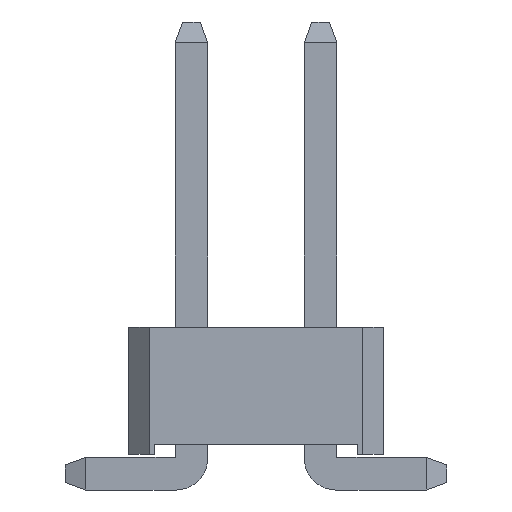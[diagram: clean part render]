
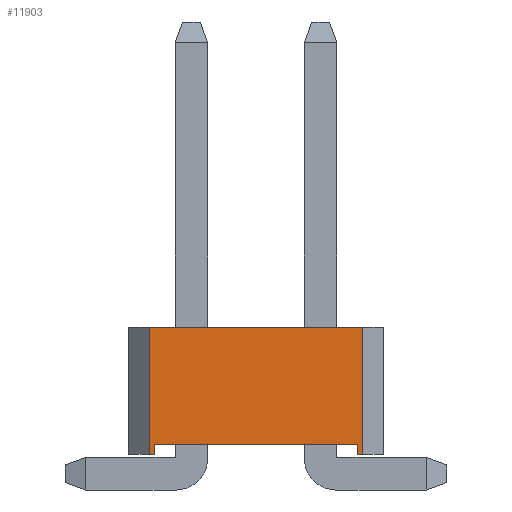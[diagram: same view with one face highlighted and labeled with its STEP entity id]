
A CAD part, left-side view. The second image highlights one B-rep face of the part: STEP entity #11903.
In plain terms, the highlighted planar face has unit normal (-1, 0, 0).
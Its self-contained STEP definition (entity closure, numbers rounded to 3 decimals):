
#339 = CARTESIAN_POINT ( 'NONE',  ( -3.81, -2., 0. ) ) ;
#721 = DIRECTION ( 'NONE',  ( 0., -1., 0. ) ) ;
#1200 = AXIS2_PLACEMENT_3D ( 'NONE', #7443, #3549, #11835 ) ;
#1452 = EDGE_CURVE ( 'NONE', #11801, #9651, #4230, .T. ) ;
#1692 = LINE ( 'NONE', #9133, #1782 ) ;
#1782 = VECTOR ( 'NONE', #17488, 1000. ) ;
#1792 = LINE ( 'NONE', #11040, #14258 ) ;
#2138 = DIRECTION ( 'NONE',  ( 0., -1., 0. ) ) ;
#2944 = LINE ( 'NONE', #8610, #8924 ) ;
#2953 = ORIENTED_EDGE ( 'NONE', *, *, #15321, .T. ) ;
#3202 = ORIENTED_EDGE ( 'NONE', *, *, #1452, .T. ) ;
#3549 = DIRECTION ( 'NONE',  ( 1., 0., 0. ) ) ;
#3722 = VECTOR ( 'NONE', #2138, 1000. ) ;
#3774 = DIRECTION ( 'NONE',  ( 0., 1., 0. ) ) ;
#3790 = VECTOR ( 'NONE', #721, 1000. ) ;
#4110 = CARTESIAN_POINT ( 'NONE',  ( -3.81, -2., 0.2 ) ) ;
#4230 = LINE ( 'NONE', #6635, #16085 ) ;
#4366 = VERTEX_POINT ( 'NONE', #5461 ) ;
#4430 = EDGE_CURVE ( 'NONE', #11801, #7331, #1792, .T. ) ;
#4455 = CARTESIAN_POINT ( 'NONE',  ( -3.81, 2., 0.2 ) ) ;
#4663 = PLANE ( 'NONE',  #1200 ) ;
#5461 = CARTESIAN_POINT ( 'NONE',  ( -3.81, -2.1, 2.5 ) ) ;
#5567 = EDGE_CURVE ( 'NONE', #10913, #15675, #6684, .T. ) ;
#5798 = CARTESIAN_POINT ( 'NONE',  ( -3.81, 2.5, 0. ) ) ;
#5855 = EDGE_CURVE ( 'NONE', #7331, #10291, #1692, .T. ) ;
#6304 = CARTESIAN_POINT ( 'NONE',  ( -3.81, 2.5, 0. ) ) ;
#6635 = CARTESIAN_POINT ( 'NONE',  ( -3.81, -2., 2.5 ) ) ;
#6684 = LINE ( 'NONE', #10575, #12428 ) ;
#6702 = EDGE_CURVE ( 'NONE', #10913, #4366, #9861, .T. ) ;
#6824 = DIRECTION ( 'NONE',  ( 0., 0., 1. ) ) ;
#7077 = ORIENTED_EDGE ( 'NONE', *, *, #5855, .F. ) ;
#7254 = CARTESIAN_POINT ( 'NONE',  ( -3.81, 2., 0. ) ) ;
#7331 = VERTEX_POINT ( 'NONE', #4455 ) ;
#7443 = CARTESIAN_POINT ( 'NONE',  ( -3.81, 2.5, 2.5 ) ) ;
#7739 = LINE ( 'NONE', #5798, #7861 ) ;
#7861 = VECTOR ( 'NONE', #9802, 1000. ) ;
#7925 = EDGE_CURVE ( 'NONE', #11943, #4366, #2944, .T. ) ;
#8610 = CARTESIAN_POINT ( 'NONE',  ( -3.81, -2.1, 2.5 ) ) ;
#8639 = CARTESIAN_POINT ( 'NONE',  ( -3.81, -2.1, 0. ) ) ;
#8924 = VECTOR ( 'NONE', #6824, 1000. ) ;
#9133 = CARTESIAN_POINT ( 'NONE',  ( -3.81, 2., 2.5 ) ) ;
#9647 = ORIENTED_EDGE ( 'NONE', *, *, #6702, .F. ) ;
#9651 = VERTEX_POINT ( 'NONE', #339 ) ;
#9719 = LINE ( 'NONE', #6304, #3722 ) ;
#9802 = DIRECTION ( 'NONE',  ( 0., -1., 0. ) ) ;
#9818 = ORIENTED_EDGE ( 'NONE', *, *, #4430, .F. ) ;
#9861 = LINE ( 'NONE', #17612, #3790 ) ;
#10291 = VERTEX_POINT ( 'NONE', #7254 ) ;
#10395 = CARTESIAN_POINT ( 'NONE',  ( -3.81, 2.1, 0. ) ) ;
#10405 = ORIENTED_EDGE ( 'NONE', *, *, #5567, .T. ) ;
#10575 = CARTESIAN_POINT ( 'NONE',  ( -3.81, 2.1, 2.5 ) ) ;
#10913 = VERTEX_POINT ( 'NONE', #11208 ) ;
#11040 = CARTESIAN_POINT ( 'NONE',  ( -3.81, 2.5, 0.2 ) ) ;
#11208 = CARTESIAN_POINT ( 'NONE',  ( -3.81, 2.1, 2.5 ) ) ;
#11801 = VERTEX_POINT ( 'NONE', #4110 ) ;
#11835 = DIRECTION ( 'NONE',  ( 0., 1., 0. ) ) ;
#11903 = ADVANCED_FACE ( 'NONE', ( #13432 ), #4663, .F. ) ;
#11943 = VERTEX_POINT ( 'NONE', #8639 ) ;
#12314 = DIRECTION ( 'NONE',  ( 0., 0., -1. ) ) ;
#12428 = VECTOR ( 'NONE', #17570, 1000. ) ;
#13432 = FACE_OUTER_BOUND ( 'NONE', #16172, .T. ) ;
#13551 = EDGE_CURVE ( 'NONE', #9651, #11943, #9719, .T. ) ;
#13835 = ORIENTED_EDGE ( 'NONE', *, *, #13551, .T. ) ;
#14258 = VECTOR ( 'NONE', #3774, 1000. ) ;
#15321 = EDGE_CURVE ( 'NONE', #15675, #10291, #7739, .T. ) ;
#15675 = VERTEX_POINT ( 'NONE', #10395 ) ;
#15795 = ORIENTED_EDGE ( 'NONE', *, *, #7925, .T. ) ;
#16085 = VECTOR ( 'NONE', #12314, 1000. ) ;
#16172 = EDGE_LOOP ( 'NONE', ( #7077, #9818, #3202, #13835, #15795, #9647, #10405, #2953 ) ) ;
#17488 = DIRECTION ( 'NONE',  ( 0., 0., -1. ) ) ;
#17570 = DIRECTION ( 'NONE',  ( 0., 0., -1. ) ) ;
#17612 = CARTESIAN_POINT ( 'NONE',  ( -3.81, 2.5, 2.5 ) ) ;
